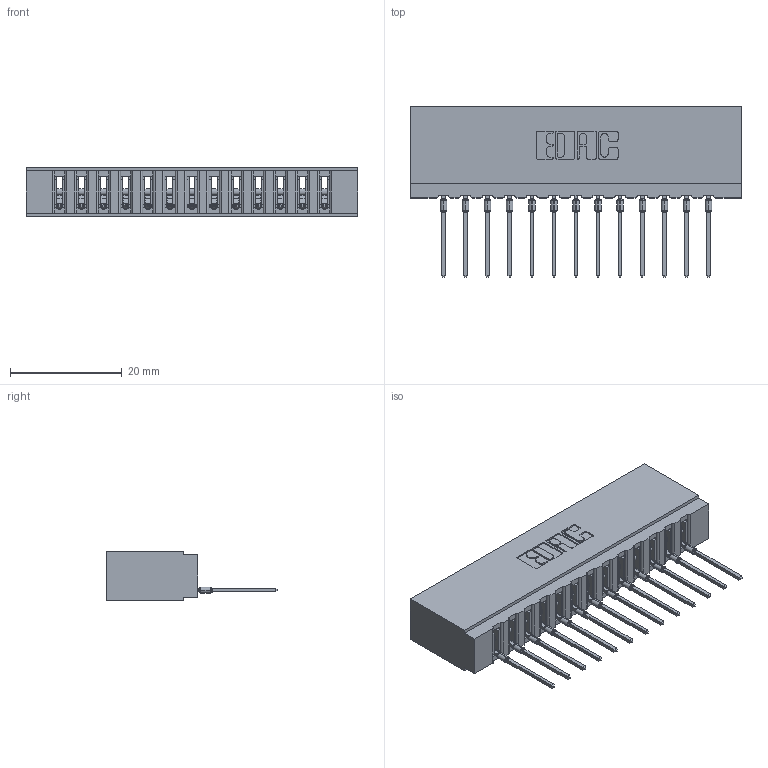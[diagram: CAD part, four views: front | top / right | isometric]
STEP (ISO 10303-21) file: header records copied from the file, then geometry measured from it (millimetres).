
FILE_DESCRIPTION (( 'STEP AP203' ), '1' );
FILE_NAME ('737-013-545-101.STEP', '2026-02-24T20:59:04', ( '' ), ( '' ), 'SwSTEP 2.0', 'SolidWorks 2023', '' );
FILE_SCHEMA (( 'CONFIG_CONTROL_DESIGN' ));
Length unit declared in the file: millimetre
Products named in the file (3): 737-013-545-101; 737 Part_Insulator Option - 01; 745-292-001_545
Assembly tree (14 placements, depth 2):
  737-013-545-101
    737 Part_Insulator Option - 01
    745-292-001_545  x13
Bounding box: 59.39 x 30.62 x 8.89 mm (x, y, z)
Volume: 5911.1 mm3; surface area: 7926.5 mm2
Topology: 14 solids, 14 shells, 1563 faces, 4298 edges, 2718 vertices
Faces by surface type: plane 938, cylinder 287, bspline 260, torus 78
Entity records: 25825 total; most frequent: CARTESIAN_POINT 5054, ORIENTED_EDGE 4444, DIRECTION 3878, EDGE_CURVE 2222, LINE 1962, VECTOR 1962, VERTEX_POINT 1422, AXIS2_PLACEMENT_3D 958
